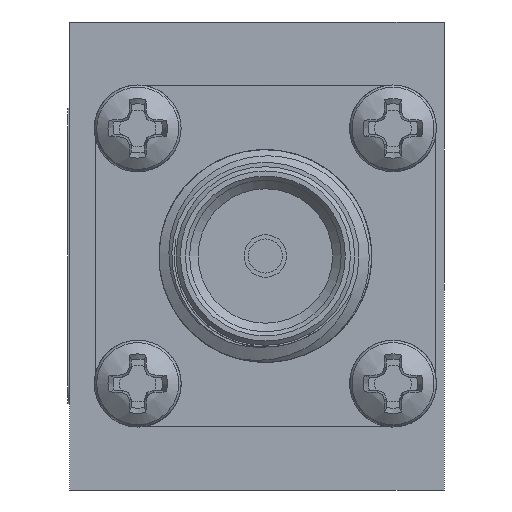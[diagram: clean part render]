
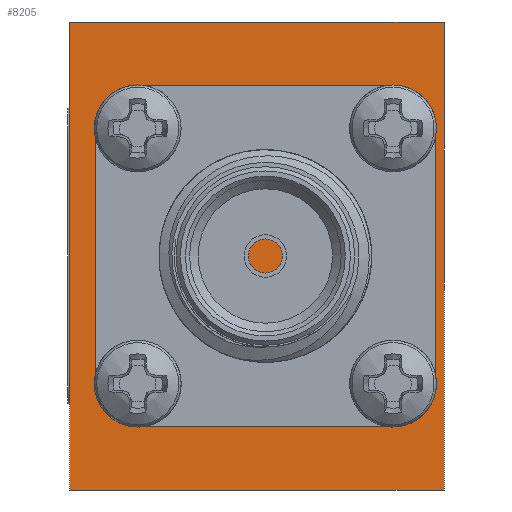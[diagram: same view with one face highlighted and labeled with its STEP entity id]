
A CAD part, left-side view. The second image highlights one B-rep face of the part: STEP entity #8205.
In plain terms, the highlighted planar face has unit normal (-1, 0, 0).
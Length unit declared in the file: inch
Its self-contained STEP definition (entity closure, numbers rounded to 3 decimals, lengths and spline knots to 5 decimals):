
#38 = EDGE_LOOP ( 'NONE', ( #3421, #5424, #8571, #6160 ) ) ;
#242 = CARTESIAN_POINT ( 'NONE',  ( -0.6, -0.22, 0.275 ) ) ;
#261 = DIRECTION ( 'NONE',  ( 0., 0., -1. ) ) ;
#296 = CARTESIAN_POINT ( 'NONE',  ( -0.6, -0.22, 0.275 ) ) ;
#430 = CARTESIAN_POINT ( 'NONE',  ( -0.6, -0.22, 0.275 ) ) ;
#804 = LINE ( 'NONE', #10145, #11375 ) ;
#850 = LINE ( 'NONE', #430, #7224 ) ;
#1467 = DIRECTION ( 'NONE',  ( 0., -1., 0. ) ) ;
#1811 = EDGE_CURVE ( 'NONE', #6450, #6552, #804, .T. ) ;
#2033 = CARTESIAN_POINT ( 'NONE',  ( -0.6, -0.22, 0.275 ) ) ;
#2106 = CARTESIAN_POINT ( 'NONE',  ( -0.6, 0.22, 0.275 ) ) ;
#3039 = AXIS2_PLACEMENT_3D ( 'NONE', #296, #9282, #261 ) ;
#3279 = CARTESIAN_POINT ( 'NONE',  ( -0.6, -0.22, -0.275 ) ) ;
#3421 = ORIENTED_EDGE ( 'NONE', *, *, #4459, .T. ) ;
#4131 = LINE ( 'NONE', #2033, #5688 ) ;
#4256 = LINE ( 'NONE', #3279, #6950 ) ;
#4444 = EDGE_CURVE ( 'NONE', #7987, #5023, #850, .T. ) ;
#4459 = EDGE_CURVE ( 'NONE', #6552, #5023, #4256, .T. ) ;
#4554 = EDGE_CURVE ( 'NONE', #6450, #7987, #4131, .T. ) ;
#5018 = CARTESIAN_POINT ( 'NONE',  ( -0.6, 0.22, -0.275 ) ) ;
#5023 = VERTEX_POINT ( 'NONE', #7696 ) ;
#5424 = ORIENTED_EDGE ( 'NONE', *, *, #4444, .F. ) ;
#5688 = VECTOR ( 'NONE', #8348, 39.37008 ) ;
#6160 = ORIENTED_EDGE ( 'NONE', *, *, #1811, .T. ) ;
#6450 = VERTEX_POINT ( 'NONE', #2106 ) ;
#6552 = VERTEX_POINT ( 'NONE', #5018 ) ;
#6950 = VECTOR ( 'NONE', #1467, 39.37008 ) ;
#7224 = VECTOR ( 'NONE', #7732, 39.37008 ) ;
#7523 = PLANE ( 'NONE',  #3039 ) ;
#7603 = FACE_OUTER_BOUND ( 'NONE', #38, .T. ) ;
#7696 = CARTESIAN_POINT ( 'NONE',  ( -0.6, -0.22, -0.275 ) ) ;
#7732 = DIRECTION ( 'NONE',  ( 0., 0., -1. ) ) ;
#7987 = VERTEX_POINT ( 'NONE', #242 ) ;
#8205 = ADVANCED_FACE ( 'NONE', ( #7603 ), #7523, .F. ) ;
#8348 = DIRECTION ( 'NONE',  ( 0., -1., 0. ) ) ;
#8571 = ORIENTED_EDGE ( 'NONE', *, *, #4554, .F. ) ;
#9282 = DIRECTION ( 'NONE',  ( 1., 0., 0. ) ) ;
#10145 = CARTESIAN_POINT ( 'NONE',  ( -0.6, 0.22, 0.275 ) ) ;
#11040 = DIRECTION ( 'NONE',  ( 0., 0., -1. ) ) ;
#11375 = VECTOR ( 'NONE', #11040, 39.37008 ) ;
